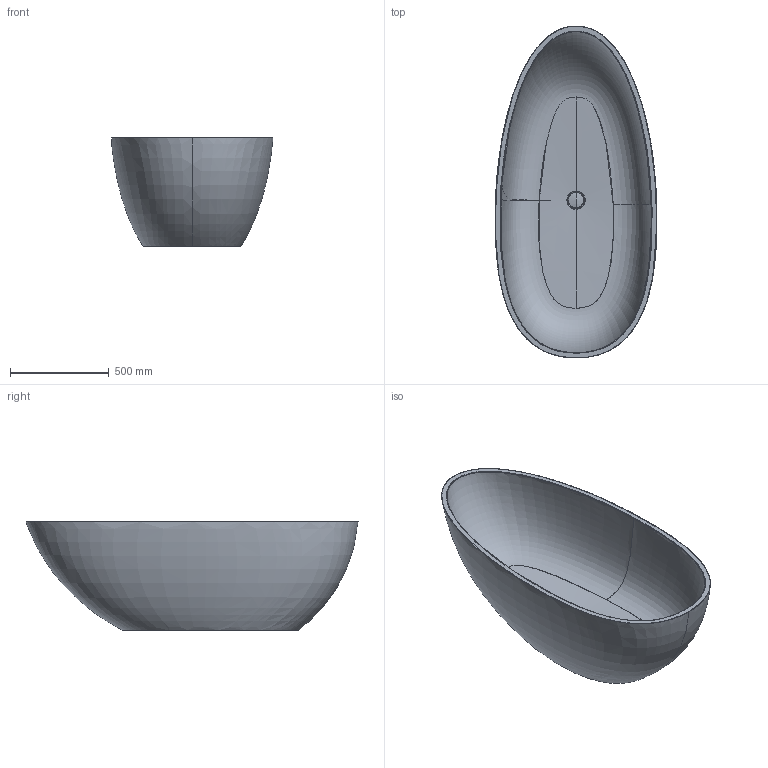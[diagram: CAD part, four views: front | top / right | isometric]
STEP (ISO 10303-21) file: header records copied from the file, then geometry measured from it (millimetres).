
FILE_DESCRIPTION(/* description */ (''),/* implementation_level */ '2;1');
FILE_NAME(/* name */ 'TWIGGY 170x80',/* time_stamp */ '2024-01-12T08:33:13+01:00',/* author */ (''),/* organization */ (''),/* preprocessor_version */ 'ST-DEVELOPER v16.5',/* originating_system */ 'Rhino 7.36',/* authorisation */ '');
FILE_SCHEMA (('CONFIG_CONTROL_DESIGN'));
Length unit declared in the file: millimetre
Products named in the file (1): Document
Bounding box: 819.39 x 1680.47 x 550.23 mm (x, y, z)
Volume: 31676.2 mm3; surface area: 5136263.3 mm2
Topology: 1 solids, 224 shells, 243 faces, 1159 edges, 1124 vertices
Faces by surface type: bspline 188, cylinder 32, plane 23
Entity records: 82456 total; most frequent: CARTESIAN_POINT 76852, ORIENTED_EDGE 1186, EDGE_CURVE 1143, VERTEX_POINT 1125, B_SPLINE_CURVE_WITH_KNOTS 670, EDGE_LOOP 257, ADVANCED_FACE 243, FACE_OUTER_BOUND 243
